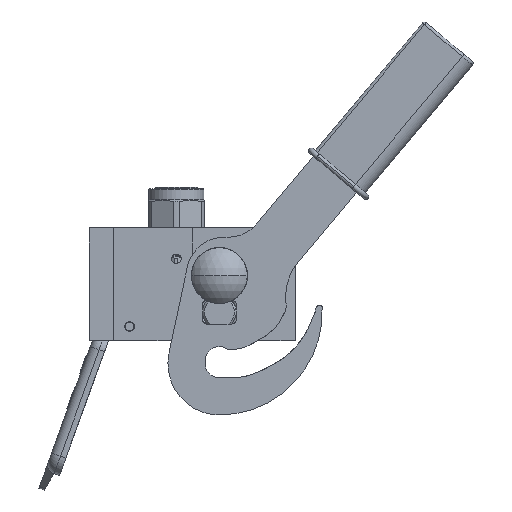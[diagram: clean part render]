
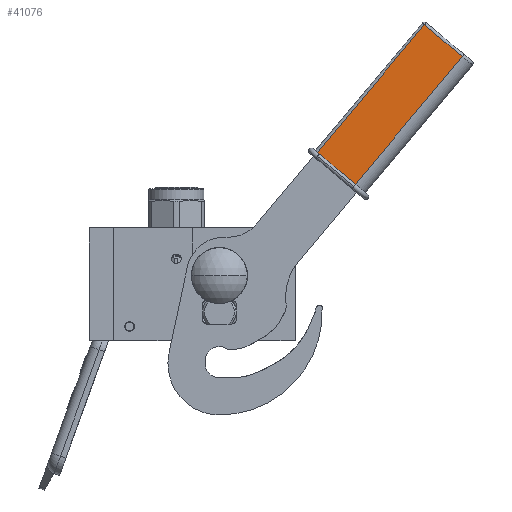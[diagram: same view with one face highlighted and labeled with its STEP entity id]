
A CAD part, front view. The second image highlights one B-rep face of the part: STEP entity #41076.
In plain terms, the highlighted face is planar.
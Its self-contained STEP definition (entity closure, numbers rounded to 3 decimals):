
#1894 = VERTEX_POINT ( 'NONE', #91530 ) ;
#5873 = CARTESIAN_POINT ( 'NONE',  ( 8., 92., 16. ) ) ;
#6585 = ORIENTED_EDGE ( 'NONE', *, *, #68017, .T. ) ;
#10760 = PLANE ( 'NONE',  #12334 ) ;
#11257 = VECTOR ( 'NONE', #44235, 1000. ) ;
#12334 = AXIS2_PLACEMENT_3D ( 'NONE', #65477, #94601, #47818 ) ;
#19058 = VERTEX_POINT ( 'NONE', #93370 ) ;
#22657 = EDGE_CURVE ( 'NONE', #19058, #1894, #99978, .T. ) ;
#34059 = ORIENTED_EDGE ( 'NONE', *, *, #22657, .T. ) ;
#36404 = CARTESIAN_POINT ( 'NONE',  ( 8., 92., 16. ) ) ;
#37130 = CARTESIAN_POINT ( 'NONE',  ( 8., 3., 16. ) ) ;
#41076 = ADVANCED_FACE ( 'NONE', ( #45079 ), #10760, .T. ) ;
#44235 = DIRECTION ( 'NONE',  ( 0., 0., -1. ) ) ;
#45003 = VECTOR ( 'NONE', #55717, 1000. ) ;
#45079 = FACE_OUTER_BOUND ( 'NONE', #92375, .T. ) ;
#45608 = VECTOR ( 'NONE', #81353, 1000. ) ;
#47818 = DIRECTION ( 'NONE',  ( 0., 0., -1. ) ) ;
#53627 = VERTEX_POINT ( 'NONE', #37130 ) ;
#54683 = CARTESIAN_POINT ( 'NONE',  ( 8., 3., -10.5 ) ) ;
#55717 = DIRECTION ( 'NONE',  ( 0., 0., -1. ) ) ;
#63781 = EDGE_CURVE ( 'NONE', #77458, #1894, #96500, .T. ) ;
#64553 = DIRECTION ( 'NONE',  ( 0., -1., 0. ) ) ;
#65477 = CARTESIAN_POINT ( 'NONE',  ( 8., 0., 17.5 ) ) ;
#68017 = EDGE_CURVE ( 'NONE', #53627, #19058, #97846, .T. ) ;
#75503 = VECTOR ( 'NONE', #64553, 1000. ) ;
#77458 = VERTEX_POINT ( 'NONE', #5873 ) ;
#81353 = DIRECTION ( 'NONE',  ( 0., 1., 0. ) ) ;
#83076 = ORIENTED_EDGE ( 'NONE', *, *, #63781, .F. ) ;
#84555 = CARTESIAN_POINT ( 'NONE',  ( 8., 92., 16. ) ) ;
#90179 = EDGE_CURVE ( 'NONE', #77458, #53627, #90206, .T. ) ;
#90206 = LINE ( 'NONE', #84555, #75503 ) ;
#91530 = CARTESIAN_POINT ( 'NONE',  ( 8., 92., -10.5 ) ) ;
#92375 = EDGE_LOOP ( 'NONE', ( #83076, #92690, #6585, #34059 ) ) ;
#92690 = ORIENTED_EDGE ( 'NONE', *, *, #90179, .T. ) ;
#93370 = CARTESIAN_POINT ( 'NONE',  ( 8., 3., -10.5 ) ) ;
#94601 = DIRECTION ( 'NONE',  ( 1., 0., 0. ) ) ;
#96500 = LINE ( 'NONE', #36404, #11257 ) ;
#97846 = LINE ( 'NONE', #104509, #45003 ) ;
#99978 = LINE ( 'NONE', #54683, #45608 ) ;
#104509 = CARTESIAN_POINT ( 'NONE',  ( 8., 3., 16. ) ) ;
